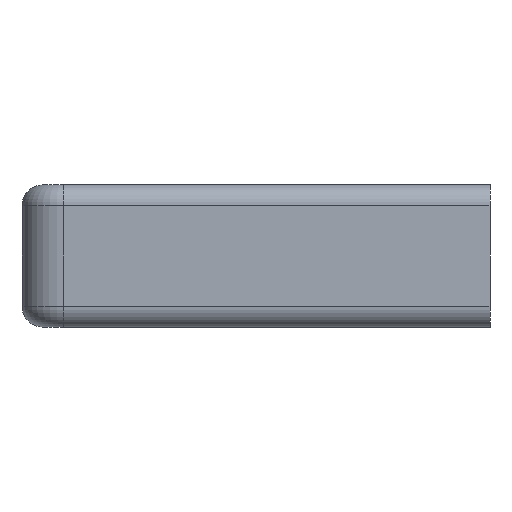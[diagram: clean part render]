
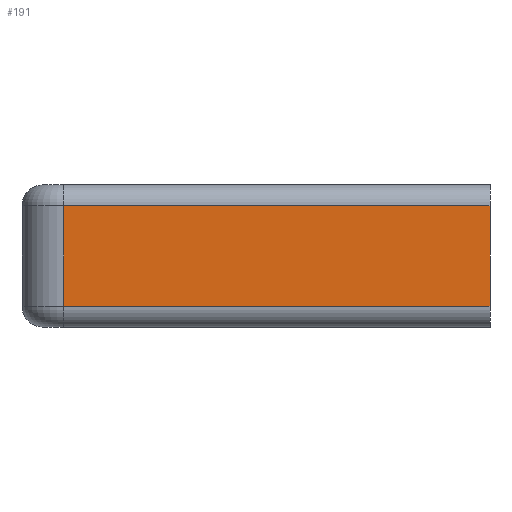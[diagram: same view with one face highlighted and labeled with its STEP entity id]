
A CAD part, left-side view. The second image highlights one B-rep face of the part: STEP entity #191.
In plain terms, the highlighted planar face has unit normal (-1, 0, 0).
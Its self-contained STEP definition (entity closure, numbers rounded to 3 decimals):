
#32 = CARTESIAN_POINT ( 'NONE',  ( -63., -2.5, -3. ) ) ;
#37 = VECTOR ( 'NONE', #1051, 1000. ) ;
#65 = FACE_OUTER_BOUND ( 'NONE', #1059, .T. ) ;
#67 = CARTESIAN_POINT ( 'NONE',  ( -63., -28., -3. ) ) ;
#79 = CARTESIAN_POINT ( 'NONE',  ( -63., -2.5, 3. ) ) ;
#85 = CARTESIAN_POINT ( 'NONE',  ( -63., -28., -3. ) ) ;
#159 = ORIENTED_EDGE ( 'NONE', *, *, #212, .F. ) ;
#178 = LINE ( 'NONE', #79, #337 ) ;
#191 = ADVANCED_FACE ( 'NONE', ( #65 ), #1116, .T. ) ;
#212 = EDGE_CURVE ( 'NONE', #790, #1009, #705, .T. ) ;
#217 = CARTESIAN_POINT ( 'NONE',  ( -63., -28., 3. ) ) ;
#236 = CARTESIAN_POINT ( 'NONE',  ( -63., -28., 4.25 ) ) ;
#254 = DIRECTION ( 'NONE',  ( 0., 0., -1. ) ) ;
#284 = VERTEX_POINT ( 'NONE', #465 ) ;
#326 = DIRECTION ( 'NONE',  ( 0., 0., 1. ) ) ;
#337 = VECTOR ( 'NONE', #1149, 1000. ) ;
#344 = LINE ( 'NONE', #714, #37 ) ;
#361 = EDGE_CURVE ( 'NONE', #790, #284, #178, .T. ) ;
#400 = ORIENTED_EDGE ( 'NONE', *, *, #361, .T. ) ;
#406 = LINE ( 'NONE', #67, #833 ) ;
#459 = ORIENTED_EDGE ( 'NONE', *, *, #771, .T. ) ;
#465 = CARTESIAN_POINT ( 'NONE',  ( -63., -2.5, 3. ) ) ;
#506 = VERTEX_POINT ( 'NONE', #32 ) ;
#640 = ORIENTED_EDGE ( 'NONE', *, *, #916, .T. ) ;
#705 = LINE ( 'NONE', #236, #1082 ) ;
#714 = CARTESIAN_POINT ( 'NONE',  ( -63., -2.5, 4.25 ) ) ;
#771 = EDGE_CURVE ( 'NONE', #506, #1009, #406, .T. ) ;
#779 = CARTESIAN_POINT ( 'NONE',  ( -63., -28., 4.25 ) ) ;
#790 = VERTEX_POINT ( 'NONE', #217 ) ;
#833 = VECTOR ( 'NONE', #1129, 1000. ) ;
#883 = AXIS2_PLACEMENT_3D ( 'NONE', #779, #1044, #326 ) ;
#916 = EDGE_CURVE ( 'NONE', #284, #506, #344, .T. ) ;
#1009 = VERTEX_POINT ( 'NONE', #85 ) ;
#1044 = DIRECTION ( 'NONE',  ( -1., 0., 0. ) ) ;
#1051 = DIRECTION ( 'NONE',  ( 0., 0., -1. ) ) ;
#1059 = EDGE_LOOP ( 'NONE', ( #640, #459, #159, #400 ) ) ;
#1082 = VECTOR ( 'NONE', #254, 1000. ) ;
#1116 = PLANE ( 'NONE',  #883 ) ;
#1129 = DIRECTION ( 'NONE',  ( 0., -1., 0. ) ) ;
#1149 = DIRECTION ( 'NONE',  ( 0., 1., 0. ) ) ;
